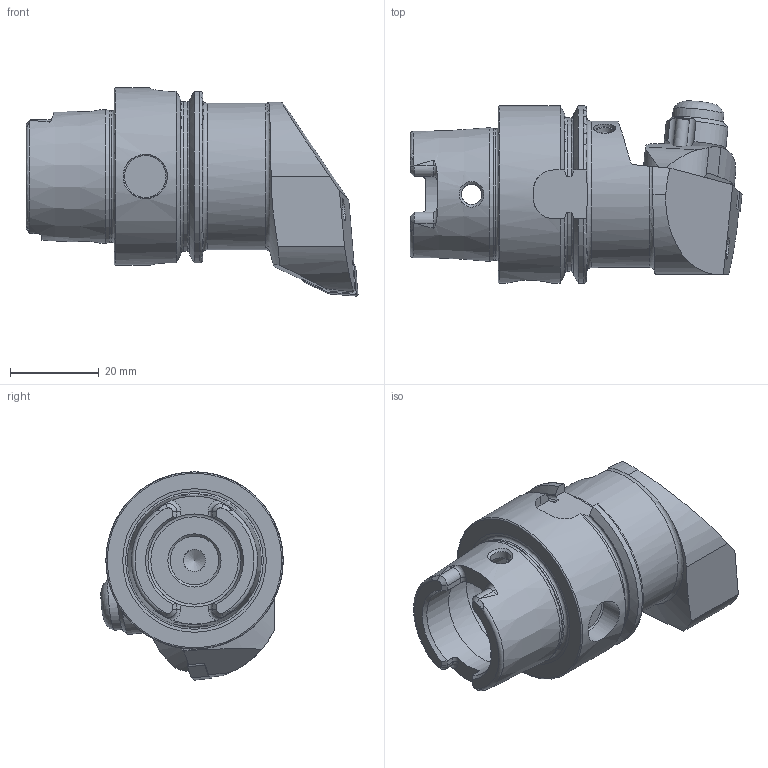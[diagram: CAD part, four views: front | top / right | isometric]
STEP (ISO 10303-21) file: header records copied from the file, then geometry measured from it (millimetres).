
FILE_DESCRIPTION (( 'STEP AP214' ), '1' );
FILE_NAME ('HA4.KWB.RLA.055.STEP', '2020-01-23T07:58:27', ( '' ), ( '' ), 'SwSTEP 2.0', 'SolidWorks 2017', '' );
FILE_SCHEMA (( 'AUTOMOTIVE_DESIGN' ));
Length unit declared in the file: millimetre
Products named in the file (9): HA4-KWB.RLA.055_A_Fertigbearbeitung; WCC-ER4.103.032_A; HA4.KWB.RLA.055; KVT_MB_600_050; WNMG06T304; WCC-ER5.102.012_B; ISO 13337 - 3 x 12_PreviewCfg; WCC-ER3.102.024_C; WCC-ER5.102.005_A
Assembly tree (9 placements, depth 2):
  HA4.KWB.RLA.055
    HA4-KWB.RLA.055_A_Fertigbearbeitung
    WCC-ER3.102.024_C
    WCC-ER5.102.012_B
    WCC-ER5.102.005_A
    WCC-ER4.103.032_A
    KVT_MB_600_050  x2
    ISO 13337 - 3 x 12_PreviewCfg
    WNMG06T304
Bounding box: 74.9 x 41.12 x 47 mm (x, y, z)
Volume: 48309.1 mm3; surface area: 18404.4 mm2
Topology: 11 solids, 11 shells, 336 faces, 851 edges, 532 vertices
Faces by surface type: plane 121, cylinder 90, cone 69, torus 34, bspline 20, sphere 2
Full cylindrical faces by diameter (mm): 2 x3, 3 x2, 4 x2, 4.2 x4, 4.6 x2, 4.66 x1, 5 x8, 6 x1, 6.2 x4, 6.8 x1, 7 x2, 8.5 x1, 10 x1, 11 x1, 11.5 x1, 12.5 x1, 21 x2, 25.5 x1, 29.707 x1, 33 x1, 40 x1
Entity records: 11788 total; most frequent: CARTESIAN_POINT 4373, ORIENTED_EDGE 1380, DIRECTION 1325, EDGE_CURVE 690, AXIS2_PLACEMENT_3D 534, VERTEX_POINT 479, EDGE_LOOP 429, FACE_OUTER_BOUND 372
